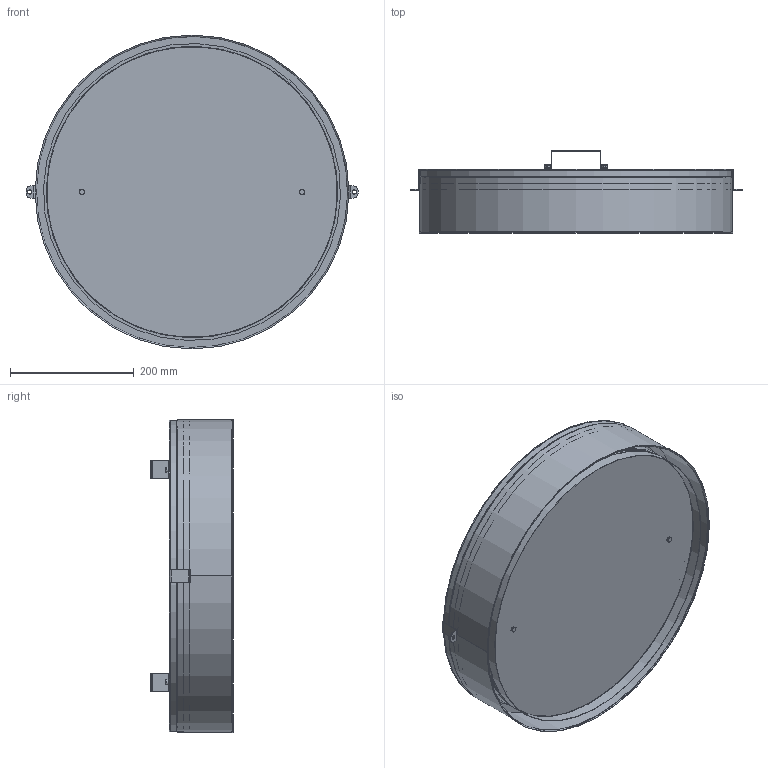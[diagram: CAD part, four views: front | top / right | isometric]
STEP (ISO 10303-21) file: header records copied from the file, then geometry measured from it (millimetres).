
FILE_DESCRIPTION(/* description */ ('Renslock EI 60'),/* implementation_level */ '2;1');
FILE_NAME(/* name */ 'HF3-0010.stp',/* time_stamp */ '2017-01-26T01:58:30-08:00',/* author */ ('CAD'),/* organization */ (''),/* preprocessor_version */ 'ST-DEVELOPER v16.5',/* originating_system */ 'Autodesk Inventor 2017',/* authorisation */ '');
FILE_SCHEMA (('AUTOMOTIVE_DESIGN { 1 0 10303 214 3 1 1 }'));
Length unit declared in the file: millimetre
Products named in the file (14): HRL-3H-7; HRL-3H-AD-7; 999177_Ø503; Ø470x50; HRL-3H-AC-7; HRL-3H-AB-7; HRL-3H-AA-7; Blindnitmutter M5; 116040_2; 112077; ISO 4014 - M5 x 70; HÄLHH-AC; ISO 4762 - M5 x 20; ISO 7089 - 5 - 140 HV
Assembly tree (28 placements, depth 3):
  HRL-3H-7
    HRL-3H-AD-7
    999177_Ø503  x3
    Ø470x50
    HRL-3H-AC-7
      HRL-3H-AB-7
      HRL-3H-AA-7
      Blindnitmutter M5  x6
    ISO 4014 - M5 x 70  x2
    116040_2
    112077
    HÄLHH-AC  x2
    ISO 4762 - M5 x 20  x4
    ISO 7089 - 5 - 140 HV  x4
Bounding box: 536.5 x 133 x 507.2 mm (x, y, z)
Volume: 15587780.5 mm3; surface area: 3351975.6 mm2
Topology: 27 solids, 27 shells, 538 faces, 1169 edges, 699 vertices
Faces by surface type: plane 202, cylinder 195, cone 118, torus 23
Full cylindrical faces by diameter (mm): 4.134 x36, 5 x48, 5.3 x4, 5.5 x8, 5.6 x6, 6.6 x2, 6.88 x2, 7 x12, 7.5 x6, 8.5 x4, 9 x6, 10 x4, 470 x5, 471.2 x2, 480 x1, 503 x3, 503.2 x1, 503.5 x1, 505.2 x1, 507.2 x1
Entity records: 6371 total; most frequent: DIRECTION 1114, CARTESIAN_POINT 1052, ORIENTED_EDGE 818, AXIS2_PLACEMENT_3D 462, EDGE_CURVE 409, EDGE_LOOP 327, VERTEX_POINT 274, FACE_OUTER_BOUND 227
